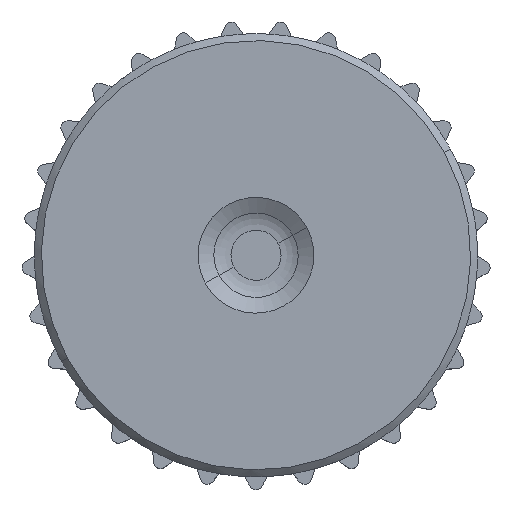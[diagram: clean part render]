
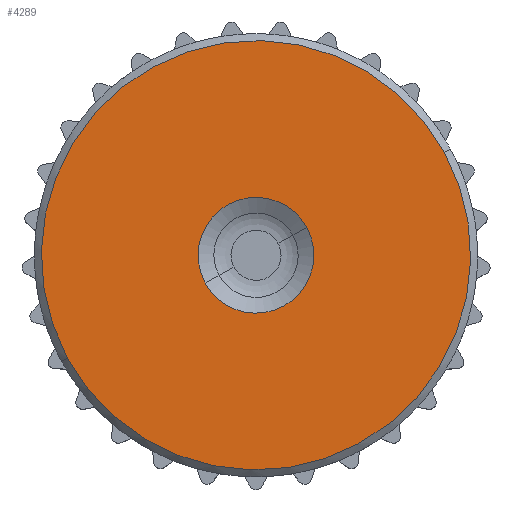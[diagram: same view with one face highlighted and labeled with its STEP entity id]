
A CAD part, top view. The second image highlights one B-rep face of the part: STEP entity #4289.
In plain terms, the highlighted planar face has unit normal (0, 0, 1).
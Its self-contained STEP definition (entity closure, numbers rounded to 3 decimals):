
#4168=AXIS2_PLACEMENT_3D('Circle Axis2P3D',#4166,#4167,$) ;
#4223=AXIS2_PLACEMENT_3D('Circle Axis2P3D',#4221,#4222,$) ;
#4265=AXIS2_PLACEMENT_3D('Plane Axis2P3D',#4262,#4263,#4264) ;
#4273=AXIS2_PLACEMENT_3D('Circle Axis2P3D',#4271,#4272,$) ;
#4282=AXIS2_PLACEMENT_3D('Circle Axis2P3D',#4280,#4281,$) ;
#4166=CARTESIAN_POINT('Axis2P3D Location',(0.,42.,2.7)) ;
#4170=CARTESIAN_POINT('Vertex',(-5.507,38.992,2.7)) ;
#4172=CARTESIAN_POINT('Vertex',(5.507,45.008,2.7)) ;
#4221=CARTESIAN_POINT('Axis2P3D Location',(0.,42.,2.7)) ;
#4262=CARTESIAN_POINT('Axis2P3D Location',(6.275,42.,2.7)) ;
#4271=CARTESIAN_POINT('Axis2P3D Location',(0.,42.,2.7)) ;
#4275=CARTESIAN_POINT('Vertex',(1.486,42.812,2.7)) ;
#4277=CARTESIAN_POINT('Vertex',(-1.486,41.188,2.7)) ;
#4280=CARTESIAN_POINT('Axis2P3D Location',(0.,42.,2.7)) ;
#4167=DIRECTION('Axis2P3D Direction',(0.,0.,-1.)) ;
#4222=DIRECTION('Axis2P3D Direction',(0.,0.,-1.)) ;
#4263=DIRECTION('Axis2P3D Direction',(0.,0.,1.)) ;
#4264=DIRECTION('Axis2P3D XDirection',(1.,0.,0.)) ;
#4272=DIRECTION('Axis2P3D Direction',(0.,0.,1.)) ;
#4281=DIRECTION('Axis2P3D Direction',(0.,0.,1.)) ;
#4268=ORIENTED_EDGE('',*,*,#4174,.T.) ;
#4269=ORIENTED_EDGE('',*,*,#4225,.T.) ;
#4286=ORIENTED_EDGE('',*,*,#4279,.F.) ;
#4287=ORIENTED_EDGE('',*,*,#4284,.F.) ;
#4288=FACE_BOUND('',#4285,.T.) ;
#4289=ADVANCED_FACE('EA00013_A.1\\Corps principal',(#4270,#4288),#4266,.T.) ;
#4169=CIRCLE('generated circle',#4168,6.275) ;
#4224=CIRCLE('generated circle',#4223,6.275) ;
#4274=CIRCLE('generated circle',#4273,1.693) ;
#4283=CIRCLE('generated circle',#4282,1.693) ;
#4174=EDGE_CURVE('',#4171,#4173,#4169,.F.) ;
#4225=EDGE_CURVE('',#4173,#4171,#4224,.F.) ;
#4279=EDGE_CURVE('',#4276,#4278,#4274,.T.) ;
#4284=EDGE_CURVE('',#4278,#4276,#4283,.T.) ;
#4267=EDGE_LOOP('',(#4268,#4269)) ;
#4285=EDGE_LOOP('',(#4286,#4287)) ;
#4270=FACE_OUTER_BOUND('',#4267,.T.) ;
#4266=PLANE('',#4265) ;
#4171=VERTEX_POINT('',#4170) ;
#4173=VERTEX_POINT('',#4172) ;
#4276=VERTEX_POINT('',#4275) ;
#4278=VERTEX_POINT('',#4277) ;
